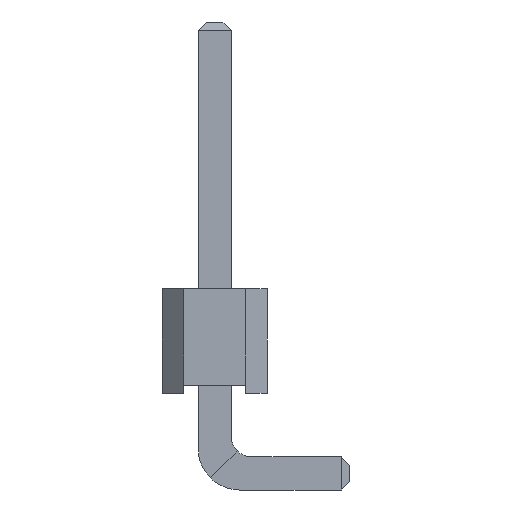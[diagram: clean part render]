
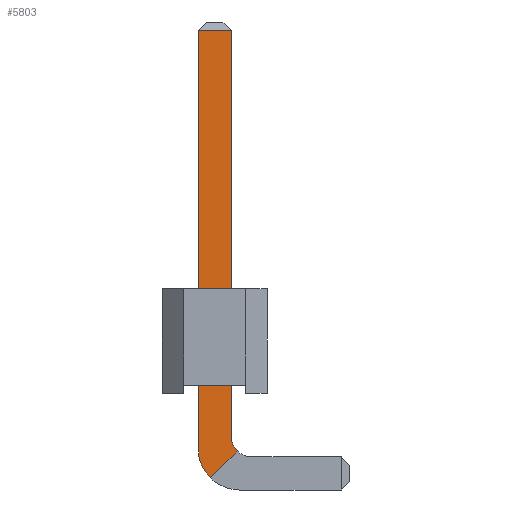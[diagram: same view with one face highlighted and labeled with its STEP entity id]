
A CAD part, front view. The second image highlights one B-rep face of the part: STEP entity #5803.
In plain terms, the highlighted planar face has unit normal (0, -1, 0).
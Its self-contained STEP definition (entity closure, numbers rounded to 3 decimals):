
#5060 = PLANE('',#5061);
#5061 = AXIS2_PLACEMENT_3D('',#5062,#5063,#5064);
#5062 = CARTESIAN_POINT('',(0.4,-9.76,9.));
#5063 = DIRECTION('',(1.,0.,0.));
#5064 = DIRECTION('',(0.,-1.,0.));
#5093 = CYLINDRICAL_SURFACE('',#5094,0.5);
#5094 = AXIS2_PLACEMENT_3D('',#5095,#5096,#5097);
#5095 = CARTESIAN_POINT('',(0.9,-9.76,-1.04));
#5096 = DIRECTION('',(0.,-1.,0.));
#5097 = DIRECTION('',(-1.,0.,0.));
#5154 = CYLINDRICAL_SURFACE('',#5155,1.);
#5155 = AXIS2_PLACEMENT_3D('',#5156,#5157,#5158);
#5156 = CARTESIAN_POINT('',(0.6,-9.76,-1.34));
#5157 = DIRECTION('',(-0.,-1.,0.));
#5158 = DIRECTION('',(-1.,0.,0.));
#5182 = PLANE('',#5183);
#5183 = AXIS2_PLACEMENT_3D('',#5184,#5185,#5186);
#5184 = CARTESIAN_POINT('',(-0.4,-10.56,9.));
#5185 = DIRECTION('',(-1.,0.,0.));
#5186 = DIRECTION('',(0.,1.,0.));
#5225 = VERTEX_POINT('',#5226);
#5226 = CARTESIAN_POINT('',(0.4,-10.56,8.8));
#5252 = EDGE_CURVE('',#5225,#5253,#5255,.T.);
#5253 = VERTEX_POINT('',#5254);
#5254 = CARTESIAN_POINT('',(0.4,-10.56,-1.04));
#5255 = SURFACE_CURVE('',#5256,(#5260,#5267),.PCURVE_S1.);
#5256 = LINE('',#5257,#5258);
#5257 = CARTESIAN_POINT('',(0.4,-10.56,9.));
#5258 = VECTOR('',#5259,1.);
#5259 = DIRECTION('',(0.,0.,-1.));
#5260 = PCURVE('',#5060,#5261);
#5261 = DEFINITIONAL_REPRESENTATION('',(#5262),#5266);
#5262 = LINE('',#5263,#5264);
#5263 = CARTESIAN_POINT('',(0.8,0.));
#5264 = VECTOR('',#5265,1.);
#5265 = DIRECTION('',(0.,1.));
#5266 = ( GEOMETRIC_REPRESENTATION_CONTEXT(2) 
PARAMETRIC_REPRESENTATION_CONTEXT() REPRESENTATION_CONTEXT('2D SPACE',''
  ) );
#5267 = PCURVE('',#5268,#5273);
#5268 = PLANE('',#5269);
#5269 = AXIS2_PLACEMENT_3D('',#5270,#5271,#5272);
#5270 = CARTESIAN_POINT('',(0.4,-10.56,9.));
#5271 = DIRECTION('',(-0.,-1.,0.));
#5272 = DIRECTION('',(-1.,0.,0.));
#5273 = DEFINITIONAL_REPRESENTATION('',(#5274),#5278);
#5274 = LINE('',#5275,#5276);
#5275 = CARTESIAN_POINT('',(0.,0.));
#5276 = VECTOR('',#5277,1.);
#5277 = DIRECTION('',(0.,1.));
#5278 = ( GEOMETRIC_REPRESENTATION_CONTEXT(2) 
PARAMETRIC_REPRESENTATION_CONTEXT() REPRESENTATION_CONTEXT('2D SPACE',''
  ) );
#5443 = VERTEX_POINT('',#5444);
#5444 = CARTESIAN_POINT('',(0.546,-10.56,-1.394));
#5459 = PLANE('',#5460);
#5460 = AXIS2_PLACEMENT_3D('',#5461,#5462,#5463);
#5461 = CARTESIAN_POINT('',(0.,-10.56,-1.54));
#5462 = DIRECTION('',(0.,-1.,0.));
#5463 = DIRECTION('',(0.,0.,-1.));
#5471 = EDGE_CURVE('',#5253,#5443,#5472,.T.);
#5472 = SURFACE_CURVE('',#5473,(#5478,#5485),.PCURVE_S1.);
#5473 = CIRCLE('',#5474,0.5);
#5474 = AXIS2_PLACEMENT_3D('',#5475,#5476,#5477);
#5475 = CARTESIAN_POINT('',(0.9,-10.56,-1.04));
#5476 = DIRECTION('',(0.,-1.,0.));
#5477 = DIRECTION('',(0.,0.,-1.));
#5478 = PCURVE('',#5093,#5479);
#5479 = DEFINITIONAL_REPRESENTATION('',(#5480),#5484);
#5480 = LINE('',#5481,#5482);
#5481 = CARTESIAN_POINT('',(-4.712,0.8));
#5482 = VECTOR('',#5483,1.);
#5483 = DIRECTION('',(1.,0.));
#5484 = ( GEOMETRIC_REPRESENTATION_CONTEXT(2) 
PARAMETRIC_REPRESENTATION_CONTEXT() REPRESENTATION_CONTEXT('2D SPACE',''
  ) );
#5485 = PCURVE('',#5268,#5486);
#5486 = DEFINITIONAL_REPRESENTATION('',(#5487),#5491);
#5487 = CIRCLE('',#5488,0.5);
#5488 = AXIS2_PLACEMENT_2D('',#5489,#5490);
#5489 = CARTESIAN_POINT('',(-0.5,10.04));
#5490 = DIRECTION('',(0.,1.));
#5491 = ( GEOMETRIC_REPRESENTATION_CONTEXT(2) 
PARAMETRIC_REPRESENTATION_CONTEXT() REPRESENTATION_CONTEXT('2D SPACE',''
  ) );
#5497 = EDGE_CURVE('',#5498,#5500,#5502,.T.);
#5498 = VERTEX_POINT('',#5499);
#5499 = CARTESIAN_POINT('',(-0.4,-10.56,8.8));
#5500 = VERTEX_POINT('',#5501);
#5501 = CARTESIAN_POINT('',(-0.4,-10.56,-1.34));
#5502 = SURFACE_CURVE('',#5503,(#5507,#5514),.PCURVE_S1.);
#5503 = LINE('',#5504,#5505);
#5504 = CARTESIAN_POINT('',(-0.4,-10.56,9.));
#5505 = VECTOR('',#5506,1.);
#5506 = DIRECTION('',(0.,0.,-1.));
#5507 = PCURVE('',#5182,#5508);
#5508 = DEFINITIONAL_REPRESENTATION('',(#5509),#5513);
#5509 = LINE('',#5510,#5511);
#5510 = CARTESIAN_POINT('',(0.,0.));
#5511 = VECTOR('',#5512,1.);
#5512 = DIRECTION('',(0.,1.));
#5513 = ( GEOMETRIC_REPRESENTATION_CONTEXT(2) 
PARAMETRIC_REPRESENTATION_CONTEXT() REPRESENTATION_CONTEXT('2D SPACE',''
  ) );
#5514 = PCURVE('',#5268,#5515);
#5515 = DEFINITIONAL_REPRESENTATION('',(#5516),#5520);
#5516 = LINE('',#5517,#5518);
#5517 = CARTESIAN_POINT('',(0.8,0.));
#5518 = VECTOR('',#5519,1.);
#5519 = DIRECTION('',(0.,1.));
#5520 = ( GEOMETRIC_REPRESENTATION_CONTEXT(2) 
PARAMETRIC_REPRESENTATION_CONTEXT() REPRESENTATION_CONTEXT('2D SPACE',''
  ) );
#5704 = VERTEX_POINT('',#5705);
#5705 = CARTESIAN_POINT('',(-0.107,-10.56,-2.047));
#5727 = EDGE_CURVE('',#5500,#5704,#5728,.T.);
#5728 = SURFACE_CURVE('',#5729,(#5734,#5741),.PCURVE_S1.);
#5729 = CIRCLE('',#5730,1.);
#5730 = AXIS2_PLACEMENT_3D('',#5731,#5732,#5733);
#5731 = CARTESIAN_POINT('',(0.6,-10.56,-1.34));
#5732 = DIRECTION('',(0.,-1.,0.));
#5733 = DIRECTION('',(0.,0.,-1.));
#5734 = PCURVE('',#5154,#5735);
#5735 = DEFINITIONAL_REPRESENTATION('',(#5736),#5740);
#5736 = LINE('',#5737,#5738);
#5737 = CARTESIAN_POINT('',(-4.712,0.8));
#5738 = VECTOR('',#5739,1.);
#5739 = DIRECTION('',(1.,0.));
#5740 = ( GEOMETRIC_REPRESENTATION_CONTEXT(2) 
PARAMETRIC_REPRESENTATION_CONTEXT() REPRESENTATION_CONTEXT('2D SPACE',''
  ) );
#5741 = PCURVE('',#5268,#5742);
#5742 = DEFINITIONAL_REPRESENTATION('',(#5743),#5747);
#5743 = CIRCLE('',#5744,1.);
#5744 = AXIS2_PLACEMENT_2D('',#5745,#5746);
#5745 = CARTESIAN_POINT('',(-0.2,10.34));
#5746 = DIRECTION('',(0.,1.));
#5747 = ( GEOMETRIC_REPRESENTATION_CONTEXT(2) 
PARAMETRIC_REPRESENTATION_CONTEXT() REPRESENTATION_CONTEXT('2D SPACE',''
  ) );
#5771 = PLANE('',#5772);
#5772 = AXIS2_PLACEMENT_3D('',#5773,#5774,#5775);
#5773 = CARTESIAN_POINT('',(0.4,-10.46,8.9));
#5774 = DIRECTION('',(0.,-0.707,0.707)
  );
#5775 = DIRECTION('',(-1.,0.,0.));
#5803 = ADVANCED_FACE('',(#5804),#5268,.T.);
#5804 = FACE_BOUND('',#5805,.T.);
#5805 = EDGE_LOOP('',(#5806,#5807,#5828,#5829,#5830,#5851));
#5806 = ORIENTED_EDGE('',*,*,#5252,.F.);
#5807 = ORIENTED_EDGE('',*,*,#5808,.T.);
#5808 = EDGE_CURVE('',#5225,#5498,#5809,.T.);
#5809 = SURFACE_CURVE('',#5810,(#5814,#5821),.PCURVE_S1.);
#5810 = LINE('',#5811,#5812);
#5811 = CARTESIAN_POINT('',(0.4,-10.56,8.8));
#5812 = VECTOR('',#5813,1.);
#5813 = DIRECTION('',(-1.,0.,0.));
#5814 = PCURVE('',#5268,#5815);
#5815 = DEFINITIONAL_REPRESENTATION('',(#5816),#5820);
#5816 = LINE('',#5817,#5818);
#5817 = CARTESIAN_POINT('',(0.,0.2));
#5818 = VECTOR('',#5819,1.);
#5819 = DIRECTION('',(1.,0.));
#5820 = ( GEOMETRIC_REPRESENTATION_CONTEXT(2) 
PARAMETRIC_REPRESENTATION_CONTEXT() REPRESENTATION_CONTEXT('2D SPACE',''
  ) );
#5821 = PCURVE('',#5771,#5822);
#5822 = DEFINITIONAL_REPRESENTATION('',(#5823),#5827);
#5823 = LINE('',#5824,#5825);
#5824 = CARTESIAN_POINT('',(0.,0.141));
#5825 = VECTOR('',#5826,1.);
#5826 = DIRECTION('',(1.,0.));
#5827 = ( GEOMETRIC_REPRESENTATION_CONTEXT(2) 
PARAMETRIC_REPRESENTATION_CONTEXT() REPRESENTATION_CONTEXT('2D SPACE',''
  ) );
#5828 = ORIENTED_EDGE('',*,*,#5497,.T.);
#5829 = ORIENTED_EDGE('',*,*,#5727,.T.);
#5830 = ORIENTED_EDGE('',*,*,#5831,.F.);
#5831 = EDGE_CURVE('',#5443,#5704,#5832,.T.);
#5832 = SURFACE_CURVE('',#5833,(#5837,#5844),.PCURVE_S1.);
#5833 = LINE('',#5834,#5835);
#5834 = CARTESIAN_POINT('',(0.4,-10.56,-1.54));
#5835 = VECTOR('',#5836,1.);
#5836 = DIRECTION('',(-0.707,0.,-0.707
    ));
#5837 = PCURVE('',#5268,#5838);
#5838 = DEFINITIONAL_REPRESENTATION('',(#5839),#5843);
#5839 = LINE('',#5840,#5841);
#5840 = CARTESIAN_POINT('',(0.,10.54));
#5841 = VECTOR('',#5842,1.);
#5842 = DIRECTION('',(0.707,0.707));
#5843 = ( GEOMETRIC_REPRESENTATION_CONTEXT(2) 
PARAMETRIC_REPRESENTATION_CONTEXT() REPRESENTATION_CONTEXT('2D SPACE',''
  ) );
#5844 = PCURVE('',#5459,#5845);
#5845 = DEFINITIONAL_REPRESENTATION('',(#5846),#5850);
#5846 = LINE('',#5847,#5848);
#5847 = CARTESIAN_POINT('',(0.,0.4));
#5848 = VECTOR('',#5849,1.);
#5849 = DIRECTION('',(0.707,-0.707));
#5850 = ( GEOMETRIC_REPRESENTATION_CONTEXT(2) 
PARAMETRIC_REPRESENTATION_CONTEXT() REPRESENTATION_CONTEXT('2D SPACE',''
  ) );
#5851 = ORIENTED_EDGE('',*,*,#5471,.F.);
